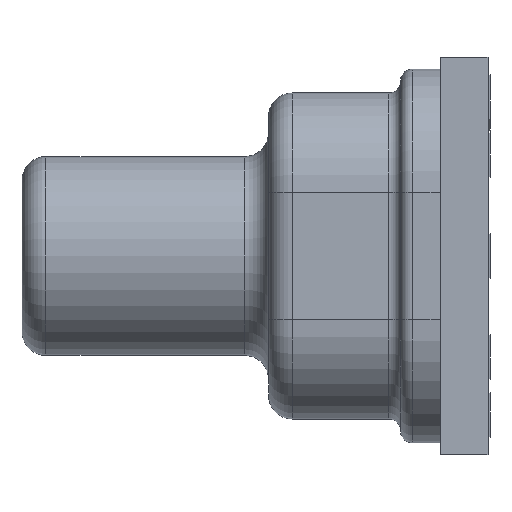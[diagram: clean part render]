
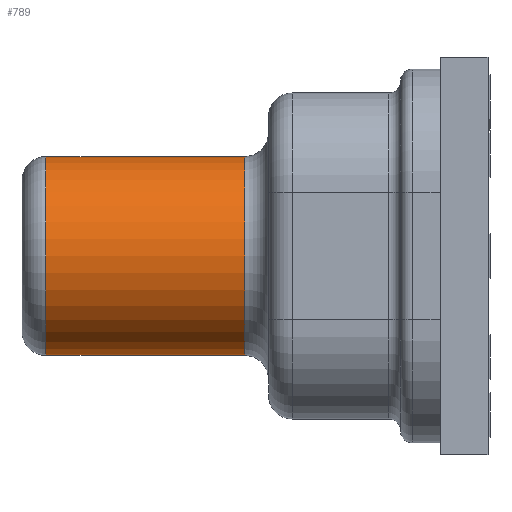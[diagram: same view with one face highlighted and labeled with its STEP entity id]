
A CAD part, left-side view. The second image highlights one B-rep face of the part: STEP entity #789.
In plain terms, the highlighted cylindrical face has radius 1.25 mm (diameter 2.5 mm), a partial arc.
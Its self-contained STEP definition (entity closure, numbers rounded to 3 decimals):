
#9 = EDGE_LOOP ( 'NONE', ( #1908, #2689, #3177, #5036 ) ) ;
#72 = CARTESIAN_POINT ( 'NONE',  ( 0., 3.06, 1.25 ) ) ;
#318 = DIRECTION ( 'NONE',  ( 0., 0., 1. ) ) ;
#522 = CARTESIAN_POINT ( 'NONE',  ( 0., 5.86, 1.25 ) ) ;
#598 = EDGE_CURVE ( 'NONE', #3603, #4271, #1709, .T. ) ;
#711 = DIRECTION ( 'NONE',  ( 0., -1., 0. ) ) ;
#789 = ADVANCED_FACE ( 'NONE', ( #3158 ), #1497, .T. ) ;
#1149 = DIRECTION ( 'NONE',  ( 0., 0., -1. ) ) ;
#1185 = EDGE_CURVE ( 'NONE', #3603, #1427, #1673, .T. ) ;
#1282 = EDGE_CURVE ( 'NONE', #4027, #4271, #4003, .T. ) ;
#1427 = VERTEX_POINT ( 'NONE', #4725 ) ;
#1497 = CYLINDRICAL_SURFACE ( 'NONE', #1949, 1.25 ) ;
#1511 = DIRECTION ( 'NONE',  ( 0., 1., 0. ) ) ;
#1673 = CIRCLE ( 'NONE', #3579, 1.25 ) ;
#1709 = LINE ( 'NONE', #522, #3171 ) ;
#1908 = ORIENTED_EDGE ( 'NONE', *, *, #598, .F. ) ;
#1949 = AXIS2_PLACEMENT_3D ( 'NONE', #3545, #711, #1149 ) ;
#2252 = CARTESIAN_POINT ( 'NONE',  ( 0., 3.06, 0. ) ) ;
#2689 = ORIENTED_EDGE ( 'NONE', *, *, #1185, .T. ) ;
#3158 = FACE_OUTER_BOUND ( 'NONE', #9, .T. ) ;
#3171 = VECTOR ( 'NONE', #4940, 1000. ) ;
#3177 = ORIENTED_EDGE ( 'NONE', *, *, #3654, .T. ) ;
#3545 = CARTESIAN_POINT ( 'NONE',  ( 0., 5.86, 0. ) ) ;
#3579 = AXIS2_PLACEMENT_3D ( 'NONE', #4656, #3884, #3782 ) ;
#3603 = VERTEX_POINT ( 'NONE', #4472 ) ;
#3654 = EDGE_CURVE ( 'NONE', #1427, #4027, #5294, .T. ) ;
#3782 = DIRECTION ( 'NONE',  ( 0., 0., 1. ) ) ;
#3884 = DIRECTION ( 'NONE',  ( 0., -1., 0. ) ) ;
#4003 = CIRCLE ( 'NONE', #4428, 1.25 ) ;
#4027 = VERTEX_POINT ( 'NONE', #4186 ) ;
#4186 = CARTESIAN_POINT ( 'NONE',  ( 0., 3.06, -1.25 ) ) ;
#4271 = VERTEX_POINT ( 'NONE', #72 ) ;
#4428 = AXIS2_PLACEMENT_3D ( 'NONE', #2252, #1511, #318 ) ;
#4472 = CARTESIAN_POINT ( 'NONE',  ( 0., 5.56, 1.25 ) ) ;
#4498 = DIRECTION ( 'NONE',  ( 0., -1., 0. ) ) ;
#4656 = CARTESIAN_POINT ( 'NONE',  ( 0., 5.56, 0. ) ) ;
#4725 = CARTESIAN_POINT ( 'NONE',  ( 0., 5.56, -1.25 ) ) ;
#4746 = VECTOR ( 'NONE', #4498, 1000. ) ;
#4899 = CARTESIAN_POINT ( 'NONE',  ( 0., 5.86, -1.25 ) ) ;
#4940 = DIRECTION ( 'NONE',  ( 0., -1., 0. ) ) ;
#5036 = ORIENTED_EDGE ( 'NONE', *, *, #1282, .T. ) ;
#5294 = LINE ( 'NONE', #4899, #4746 ) ;
